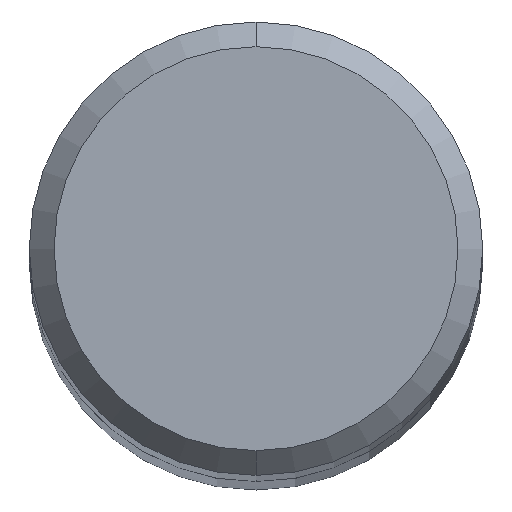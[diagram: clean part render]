
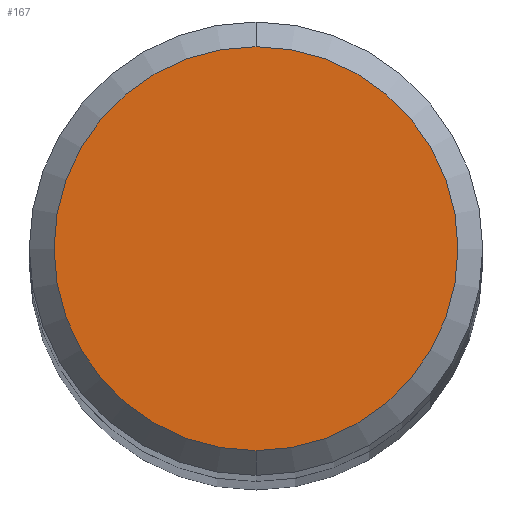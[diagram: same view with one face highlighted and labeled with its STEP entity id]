
A CAD part, top view. The second image highlights one B-rep face of the part: STEP entity #167.
In plain terms, the highlighted planar face has unit normal (0, 0, 1).
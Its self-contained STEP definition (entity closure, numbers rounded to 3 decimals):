
#167=ADVANCED_FACE('',(#443),#444,.T.);
#349=VERTEX_POINT('',#647);
#351=VERTEX_POINT('',#649);
#391=EDGE_CURVE('',#351,#349,#690,.T.);
#409=EDGE_CURVE('',#349,#351,#710,.T.);
#443=FACE_OUTER_BOUND('',#746,.T.);
#444=PLANE('',#747);
#647=CARTESIAN_POINT('',(0.0,4.9,0.0));
#649=CARTESIAN_POINT('',(0.,-4.9,0.0));
#690=CIRCLE('',#1304,4.9);
#710=CIRCLE('',#1353,4.9);
#746=EDGE_LOOP('',(#1373,#1374));
#747=AXIS2_PLACEMENT_3D('',#1375,#1376,#1377);
#1304=AXIS2_PLACEMENT_3D('',#1644,#1645,#1646);
#1353=AXIS2_PLACEMENT_3D('',#1672,#1673,#1674);
#1373=ORIENTED_EDGE('',*,*,#409,.F.);
#1374=ORIENTED_EDGE('',*,*,#391,.F.);
#1375=CARTESIAN_POINT('',(0.0,2.45,0.0));
#1376=DIRECTION('',(-0.0,0.0,1.0));
#1377=DIRECTION('',(0.0,-1.0,0.0));
#1644=CARTESIAN_POINT('',(0.0,0.0,0.0));
#1645=DIRECTION('',(0.0,0.0,-1.0));
#1646=DIRECTION('',(0.0,1.0,0.0));
#1672=CARTESIAN_POINT('',(0.0,0.0,0.0));
#1673=DIRECTION('',(0.0,0.0,-1.0));
#1674=DIRECTION('',(0.0,1.0,0.0));
